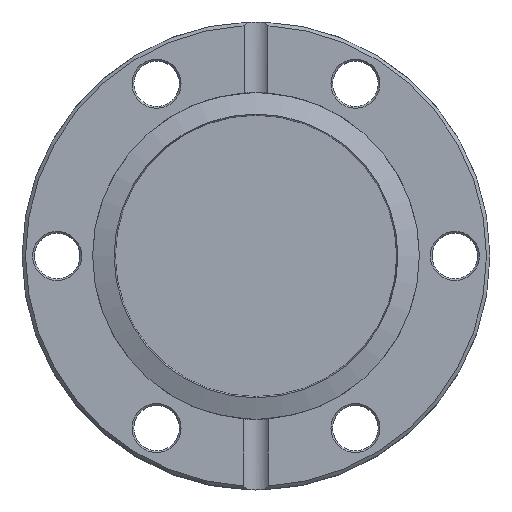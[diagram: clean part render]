
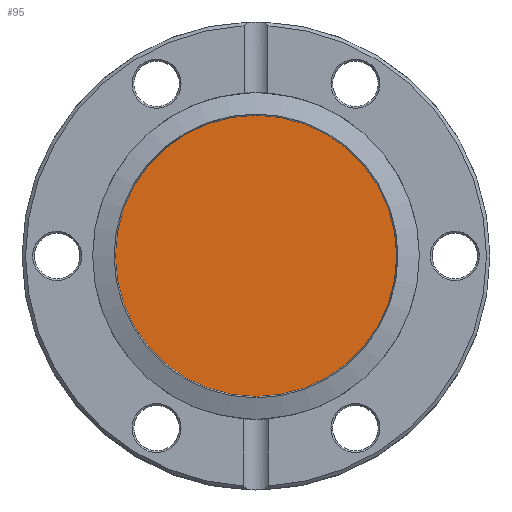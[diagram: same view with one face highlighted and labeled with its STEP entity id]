
A CAD part, top view. The second image highlights one B-rep face of the part: STEP entity #95.
In plain terms, the highlighted planar face has unit normal (0, 0, 1).
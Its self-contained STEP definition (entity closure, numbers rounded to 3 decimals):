
#95 = ADVANCED_FACE( '', ( #178 ), #179, .T. );
#178 = FACE_OUTER_BOUND( '', #299, .T. );
#179 = PLANE( '', #300 );
#299 = EDGE_LOOP( '', ( #477 ) );
#300 = AXIS2_PLACEMENT_3D( '', #478, #479, #480 );
#477 = ORIENTED_EDGE( '', *, *, #659, .T. );
#478 = CARTESIAN_POINT( '', ( 0., 0., 5.182 ) );
#479 = DIRECTION( '', ( 0., 0., 1. ) );
#480 = DIRECTION( '', ( 1., 0., 0. ) );
#659 = EDGE_CURVE( '', #765, #765, #766, .T. );
#765 = VERTEX_POINT( '', #980 );
#766 = CIRCLE( '', #981, 20.77 );
#980 = CARTESIAN_POINT( '', ( 20.77, 0., 5.182 ) );
#981 = AXIS2_PLACEMENT_3D( '', #1159, #1160, #1161 );
#1159 = CARTESIAN_POINT( '', ( 0., 0., 5.182 ) );
#1160 = DIRECTION( '', ( 0., 0., 1. ) );
#1161 = DIRECTION( '', ( 1., 0., 0. ) );
